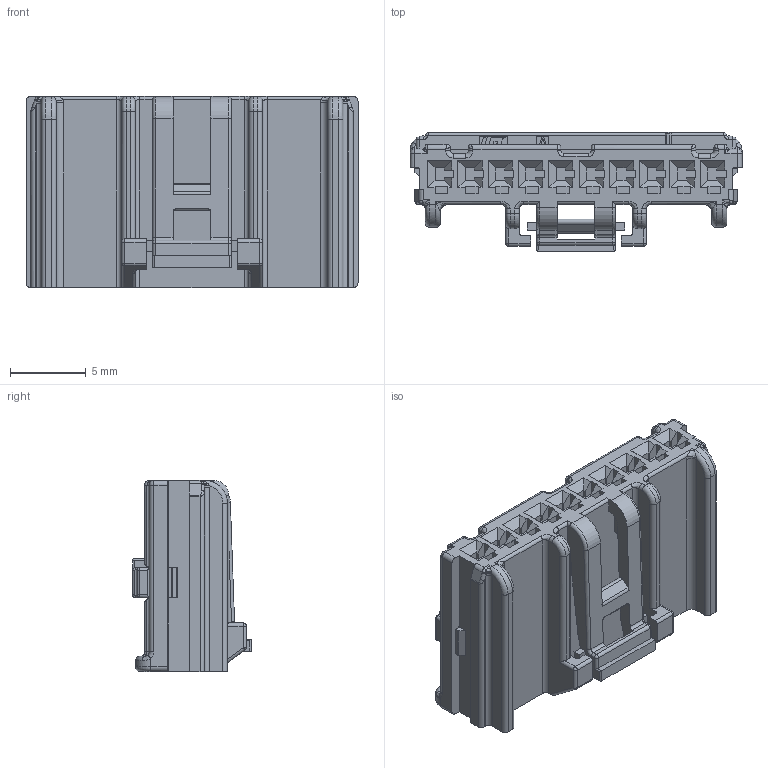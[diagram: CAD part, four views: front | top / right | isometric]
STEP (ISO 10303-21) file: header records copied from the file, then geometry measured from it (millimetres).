
FILE_DESCRIPTION((''),'2;1');
FILE_NAME('KM1800026_020_D_10F_HSG_REV2_9','2019-07-18T',('drkoo'),(''),'CREO PARAMETRIC BY PTC INC, 2017300','CREO PARAMETRIC BY PTC INC, 2017300','');
FILE_SCHEMA(('CONFIG_CONTROL_DESIGN'));
Length unit declared in the file: millimetre
Products named in the file (1): KM1800026_020_D_10F_HSG_REV2_9
Bounding box: 21.9 x 7.84 x 12.6 mm (x, y, z)
Volume: 1165 mm3; surface area: 1282.9 mm2
Topology: 1 solids, 1 shells, 834 faces, 2228 edges, 1407 vertices
Faces by surface type: plane 557, cylinder 181, bspline 56, torus 32, sphere 8
Entity records: 28342 total; most frequent: CARTESIAN_POINT 7915, ORIENTED_EDGE 4440, DIRECTION 3943, EDGE_CURVE 2220, VECTOR 1707, LINE 1707, VERTEX_POINT 1407, AXIS2_PLACEMENT_3D 1118
